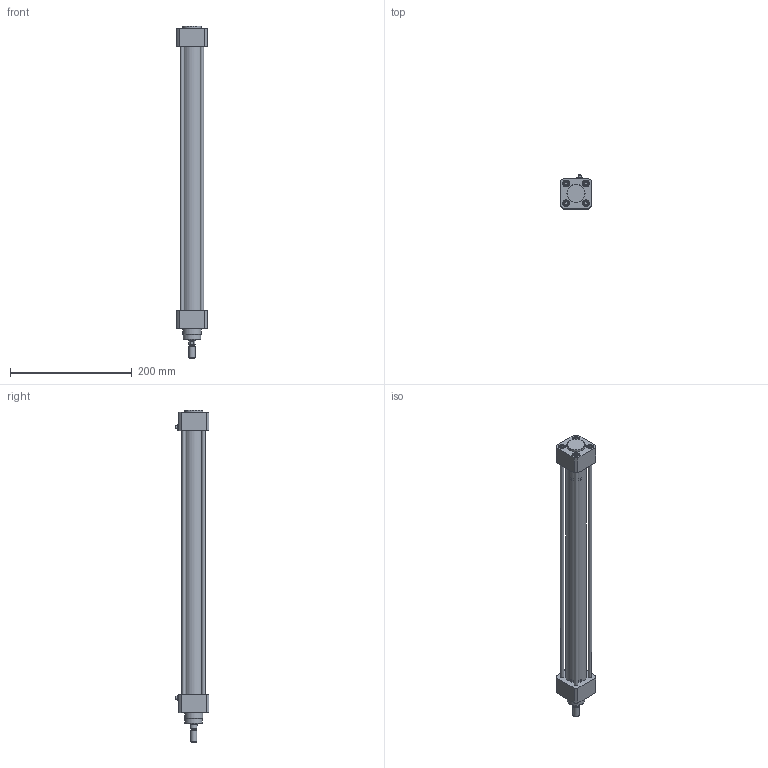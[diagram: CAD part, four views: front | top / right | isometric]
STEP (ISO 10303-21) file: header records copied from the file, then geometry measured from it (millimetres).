
FILE_DESCRIPTION(/* description */ (''),/* implementation_level */ '2;1');
FILE_NAME(/* name */ 'tm_32-400_es.stp',/* time_stamp */ '2017-09-05T10:25:30+02:00',/* author */ ('leitheußer'),/* organization */ (''),/* preprocessor_version */ 'ST-DEVELOPER v15.6',/* originating_system */ 'Autodesk Inventor LT ',/* authorisation */ '');
FILE_SCHEMA (('AUTOMOTIVE_DESIGN { 1 0 10303 214 3 1 1 }'));
Length unit declared in the file: millimetre
Products named in the file (1): CDEMA032_0400_XF
Bounding box: 50 x 55.5 x 546 mm (x, y, z)
Volume: 309313.4 mm3; surface area: 212107.5 mm2
Topology: 31 solids, 31 shells, 526 faces, 1108 edges, 701 vertices
Faces by surface type: plane 219, cylinder 156, cone 104, torus 47
Full cylindrical faces by diameter (mm): 2 x2, 2.5 x2, 4 x2, 4.917 x8, 5 x4, 5.459 x2, 5.5 x2, 6 x6, 6.1 x8, 6.5 x4, 6.647 x1, 7.4 x2, 7.8 x4, 7.9 x1, 8 x11, 8.566 x2, 9.5 x2, 10 x9, 10.5 x8, 11 x2, 11.5 x1, 12 x3, 12.05 x1, 14 x2, 15 x5, 15.849 x2, 19 x2, 20 x4, 22 x4, 29 x5
Entity records: 12745 total; most frequent: CARTESIAN_POINT 2395, DIRECTION 2240, ORIENTED_EDGE 1596, AXIS2_PLACEMENT_3D 985, EDGE_LOOP 922, EDGE_CURVE 798, VERTEX_POINT 656, FACE_OUTER_BOUND 526
